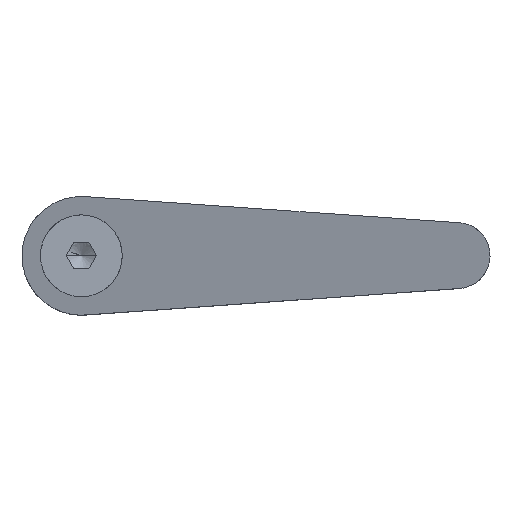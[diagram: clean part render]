
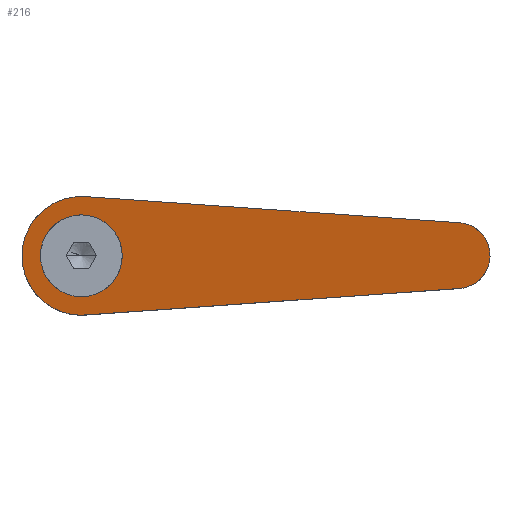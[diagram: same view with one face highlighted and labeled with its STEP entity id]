
A CAD part, top view. The second image highlights one B-rep face of the part: STEP entity #216.
In plain terms, the highlighted planar face has unit normal (-0.266, 0, 0.964).
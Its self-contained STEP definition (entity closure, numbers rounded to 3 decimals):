
#196=VERTEX_POINT('',#552);
#210=EDGE_CURVE('',#296,#514,#566,.T.);
#216=ADVANCED_FACE('',(#572,#573),#574,.F.);
#218=EDGE_CURVE('',#380,#522,#576,.T.);
#272=VERTEX_POINT('',#634);
#276=VERTEX_POINT('',#638);
#278=EDGE_CURVE('',#276,#272,#640,.T.);
#296=VERTEX_POINT('',#658);
#326=EDGE_CURVE('',#522,#276,#689,.T.);
#334=EDGE_CURVE('',#196,#296,#700,.T.);
#350=VERTEX_POINT('',#718);
#380=VERTEX_POINT('',#754);
#512=EDGE_CURVE('',#514,#196,#906,.T.);
#514=VERTEX_POINT('',#908);
#516=EDGE_CURVE('',#272,#350,#910,.T.);
#522=VERTEX_POINT('',#916);
#532=EDGE_CURVE('',#350,#380,#927,.T.);
#552=CARTESIAN_POINT('',(-1.001,6.119,60.304));
#566=ELLIPSE('',#969,6.431,6.2);
#572=FACE_OUTER_BOUND('',#977,.T.);
#573=FACE_BOUND('',#978,.T.);
#574=PLANE('',#979);
#576=ELLIPSE('',#982,9.335,9.);
#634=CARTESIAN_POINT('',(57.351,-4.988,76.379));
#638=CARTESIAN_POINT('',(0.632,-8.978,60.753));
#640=LINE('',#1069,#1070);
#658=CARTESIAN_POINT('',(0.,-6.2,60.579));
#689=ELLIPSE('',#1148,9.335,9.);
#700=ELLIPSE('',#1161,6.431,6.2);
#718=CARTESIAN_POINT('',(57.351,4.988,76.379));
#754=CARTESIAN_POINT('',(0.632,8.978,60.753));
#906=ELLIPSE('',#1486,6.431,6.2);
#908=CARTESIAN_POINT('',(0.,6.2,60.579));
#910=ELLIPSE('',#1491,5.186,5.);
#916=CARTESIAN_POINT('',(-9.,0.,58.1));
#927=LINE('',#1523,#1524);
#969=AXIS2_PLACEMENT_3D('',#1532,#1533,#1534);
#977=EDGE_LOOP('',(#1537,#1538,#1539,#1540,#1541));
#978=EDGE_LOOP('',(#1542,#1543,#1544));
#979=AXIS2_PLACEMENT_3D('',#1545,#1546,#1547);
#982=AXIS2_PLACEMENT_3D('',#1548,#1549,#1550);
#1069=CARTESIAN_POINT('',(59.719,-4.821,77.031));
#1070=VECTOR('',#1591,1.0);
#1148=AXIS2_PLACEMENT_3D('',#1624,#1625,#1626);
#1161=AXIS2_PLACEMENT_3D('',#1646,#1647,#1648);
#1486=AXIS2_PLACEMENT_3D('',#1935,#1936,#1937);
#1491=AXIS2_PLACEMENT_3D('',#1938,#1939,#1940);
#1523=CARTESIAN_POINT('',(33.351,6.676,69.767));
#1524=VECTOR('',#1953,1.0);
#1532=CARTESIAN_POINT('',(0.0,0.0,60.579));
#1533=DIRECTION('',(-0.266,0.,0.964));
#1534=DIRECTION('',(-0.964,0.0,-0.266));
#1537=ORIENTED_EDGE('',*,*,#218,.T.);
#1538=ORIENTED_EDGE('',*,*,#326,.T.);
#1539=ORIENTED_EDGE('',*,*,#278,.T.);
#1540=ORIENTED_EDGE('',*,*,#516,.T.);
#1541=ORIENTED_EDGE('',*,*,#532,.T.);
#1542=ORIENTED_EDGE('',*,*,#334,.F.);
#1543=ORIENTED_EDGE('',*,*,#512,.F.);
#1544=ORIENTED_EDGE('',*,*,#210,.F.);
#1545=CARTESIAN_POINT('',(27.678,0.,68.204));
#1546=DIRECTION('',(0.266,0.,-0.964));
#1547=DIRECTION('',(0.256,0.964,0.071));
#1548=CARTESIAN_POINT('',(0.,0.,60.579));
#1549=DIRECTION('',(-0.266,0.,0.964));
#1550=DIRECTION('',(-0.964,0.,-0.266));
#1591=DIRECTION('',(0.962,0.068,0.265));
#1624=CARTESIAN_POINT('',(0.,0.,60.579));
#1625=DIRECTION('',(-0.266,0.,0.964));
#1626=DIRECTION('',(-0.964,0.,-0.266));
#1646=CARTESIAN_POINT('',(0.0,0.0,60.579));
#1647=DIRECTION('',(-0.266,0.,0.964));
#1648=DIRECTION('',(-0.964,0.0,-0.266));
#1935=CARTESIAN_POINT('',(0.0,0.0,60.579));
#1936=DIRECTION('',(-0.266,0.,0.964));
#1937=DIRECTION('',(-0.964,0.0,-0.266));
#1938=CARTESIAN_POINT('',(57.0,0.0,76.282));
#1939=DIRECTION('',(-0.266,0.,0.964));
#1940=DIRECTION('',(0.964,0.,0.266));
#1953=DIRECTION('',(-0.962,0.068,-0.265));
